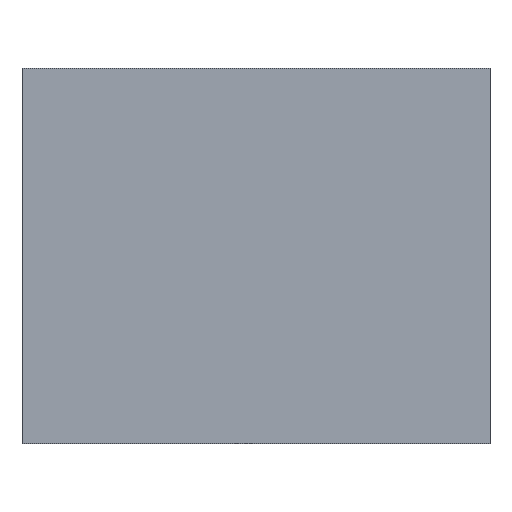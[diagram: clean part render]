
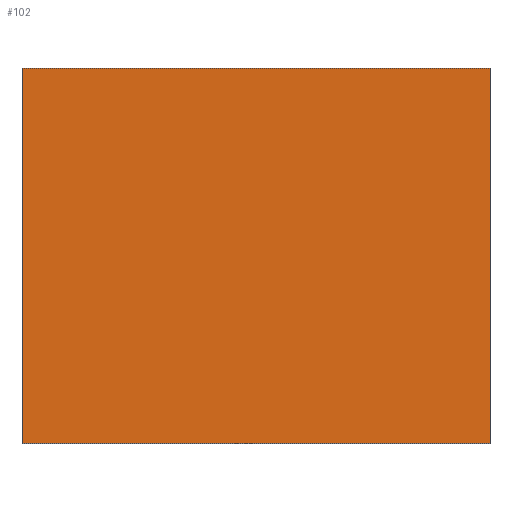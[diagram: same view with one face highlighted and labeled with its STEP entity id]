
A CAD part, top view. The second image highlights one B-rep face of the part: STEP entity #102.
In plain terms, the highlighted planar face has unit normal (0, 0, 1).
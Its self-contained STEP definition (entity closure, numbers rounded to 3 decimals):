
#28=ORIENTED_EDGE('',*,*,#38,.F.);
#29=ORIENTED_EDGE('',*,*,#47,.F.);
#30=ORIENTED_EDGE('',*,*,#44,.F.);
#31=ORIENTED_EDGE('',*,*,#41,.F.);
#38=EDGE_CURVE('',#50,#51,#58,.T.);
#41=EDGE_CURVE('',#51,#53,#61,.T.);
#44=EDGE_CURVE('',#53,#55,#64,.T.);
#47=EDGE_CURVE('',#55,#50,#67,.T.);
#50=VERTEX_POINT('',#157);
#51=VERTEX_POINT('',#159);
#53=VERTEX_POINT('',#165);
#55=VERTEX_POINT('',#171);
#58=LINE('',#158,#70);
#61=LINE('',#164,#73);
#64=LINE('',#170,#76);
#67=LINE('',#175,#79);
#70=VECTOR('',#131,1000.);
#73=VECTOR('',#136,1000.);
#76=VECTOR('',#141,1000.);
#79=VECTOR('',#146,1000.);
#84=EDGE_LOOP('',(#28,#29,#30,#31));
#90=FACE_BOUND('',#84,.T.);
#96=PLANE('',#123);
#102=ADVANCED_FACE('',(#90),#96,.F.);
#123=AXIS2_PLACEMENT_3D('',#176,#147,#148);
#131=DIRECTION('',(0.,1.,0.));
#136=DIRECTION('',(1.,0.,0.));
#141=DIRECTION('',(0.,-1.,0.));
#146=DIRECTION('',(-1.,0.,0.));
#147=DIRECTION('',(0.,0.,-1.));
#148=DIRECTION('',(-1.,0.,0.));
#157=CARTESIAN_POINT('',(-7.29,-6.045,4.902));
#158=CARTESIAN_POINT('',(-7.29,-6.045,4.902));
#159=CARTESIAN_POINT('',(-7.29,5.639,4.902));
#164=CARTESIAN_POINT('',(-7.29,5.639,4.902));
#165=CARTESIAN_POINT('',(7.29,5.639,4.902));
#170=CARTESIAN_POINT('',(7.29,5.639,4.902));
#171=CARTESIAN_POINT('',(7.29,-6.045,4.902));
#175=CARTESIAN_POINT('',(7.29,-6.045,4.902));
#176=CARTESIAN_POINT('',(0.,0.,4.902));
